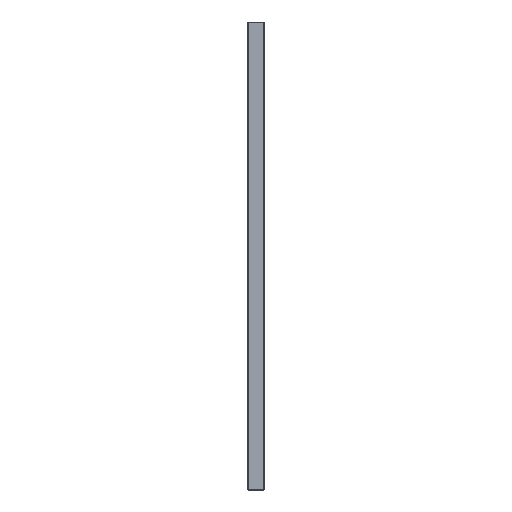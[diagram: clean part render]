
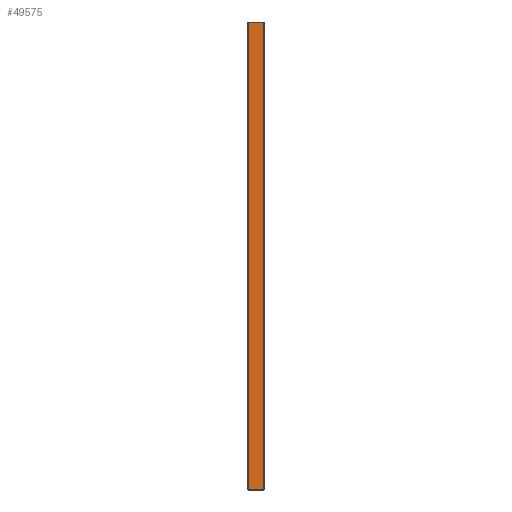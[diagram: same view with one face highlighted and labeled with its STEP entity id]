
A CAD part, front view. The second image highlights one B-rep face of the part: STEP entity #49575.
In plain terms, the highlighted planar face has unit normal (0, -1, 0).
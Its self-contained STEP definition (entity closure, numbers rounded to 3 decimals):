
#37756 = PLANE('',#37757);
#37757 = AXIS2_PLACEMENT_3D('',#37758,#37759,#37760);
#37758 = CARTESIAN_POINT('',(5.5,-10.95,0.05));
#37759 = DIRECTION('',(0.,0.707,0.707));
#37760 = DIRECTION('',(1.,0.,0.));
#38115 = PLANE('',#38116);
#38116 = AXIS2_PLACEMENT_3D('',#38117,#38118,#38119);
#38117 = CARTESIAN_POINT('',(5.5,-10.95,319.95));
#38118 = DIRECTION('',(0.,-0.707,
    0.707));
#38119 = DIRECTION('',(1.,0.,0.));
#38453 = PLANE('',#38454);
#38454 = AXIS2_PLACEMENT_3D('',#38455,#38456,#38457);
#38455 = CARTESIAN_POINT('',(-5.4,-10.9,0.));
#38456 = DIRECTION('',(-0.707,-0.707,
    0.));
#38457 = DIRECTION('',(0.,0.,1.));
#42723 = VERTEX_POINT('',#42724);
#42724 = CARTESIAN_POINT('',(5.4,-11.,0.1));
#42745 = EDGE_CURVE('',#42723,#42746,#42748,.T.);
#42746 = VERTEX_POINT('',#42747);
#42747 = CARTESIAN_POINT('',(-5.3,-11.,0.1));
#42748 = SURFACE_CURVE('',#42749,(#42753,#42760),.PCURVE_S1.);
#42749 = LINE('',#42750,#42751);
#42750 = CARTESIAN_POINT('',(5.5,-11.,0.1));
#42751 = VECTOR('',#42752,1.);
#42752 = DIRECTION('',(-1.,0.,0.));
#42753 = PCURVE('',#37756,#42754);
#42754 = DEFINITIONAL_REPRESENTATION('',(#42755),#42759);
#42755 = LINE('',#42756,#42757);
#42756 = CARTESIAN_POINT('',(0.,-0.071));
#42757 = VECTOR('',#42758,1.);
#42758 = DIRECTION('',(-1.,0.));
#42759 = ( GEOMETRIC_REPRESENTATION_CONTEXT(2) 
PARAMETRIC_REPRESENTATION_CONTEXT() REPRESENTATION_CONTEXT('2D SPACE',''
  ) );
#42760 = PCURVE('',#42761,#42766);
#42761 = PLANE('',#42762);
#42762 = AXIS2_PLACEMENT_3D('',#42763,#42764,#42765);
#42763 = CARTESIAN_POINT('',(5.5,-11.,0.));
#42764 = DIRECTION('',(0.,-1.,0.));
#42765 = DIRECTION('',(-1.,0.,0.));
#42766 = DEFINITIONAL_REPRESENTATION('',(#42767),#42771);
#42767 = LINE('',#42768,#42769);
#42768 = CARTESIAN_POINT('',(0.,-0.1));
#42769 = VECTOR('',#42770,1.);
#42770 = DIRECTION('',(1.,0.));
#42771 = ( GEOMETRIC_REPRESENTATION_CONTEXT(2) 
PARAMETRIC_REPRESENTATION_CONTEXT() REPRESENTATION_CONTEXT('2D SPACE',''
  ) );
#43061 = VERTEX_POINT('',#43062);
#43062 = CARTESIAN_POINT('',(5.4,-11.,319.9));
#43083 = EDGE_CURVE('',#43061,#43084,#43086,.T.);
#43084 = VERTEX_POINT('',#43085);
#43085 = CARTESIAN_POINT('',(-5.3,-11.,319.9));
#43086 = SURFACE_CURVE('',#43087,(#43091,#43098),.PCURVE_S1.);
#43087 = LINE('',#43088,#43089);
#43088 = CARTESIAN_POINT('',(5.5,-11.,319.9));
#43089 = VECTOR('',#43090,1.);
#43090 = DIRECTION('',(-1.,0.,0.));
#43091 = PCURVE('',#38115,#43092);
#43092 = DEFINITIONAL_REPRESENTATION('',(#43093),#43097);
#43093 = LINE('',#43094,#43095);
#43094 = CARTESIAN_POINT('',(0.,-0.071));
#43095 = VECTOR('',#43096,1.);
#43096 = DIRECTION('',(-1.,0.));
#43097 = ( GEOMETRIC_REPRESENTATION_CONTEXT(2) 
PARAMETRIC_REPRESENTATION_CONTEXT() REPRESENTATION_CONTEXT('2D SPACE',''
  ) );
#43098 = PCURVE('',#42761,#43099);
#43099 = DEFINITIONAL_REPRESENTATION('',(#43100),#43104);
#43100 = LINE('',#43101,#43102);
#43101 = CARTESIAN_POINT('',(0.,-319.9));
#43102 = VECTOR('',#43103,1.);
#43103 = DIRECTION('',(1.,0.));
#43104 = ( GEOMETRIC_REPRESENTATION_CONTEXT(2) 
PARAMETRIC_REPRESENTATION_CONTEXT() REPRESENTATION_CONTEXT('2D SPACE',''
  ) );
#43185 = EDGE_CURVE('',#42746,#43084,#43186,.T.);
#43186 = SURFACE_CURVE('',#43187,(#43191,#43198),.PCURVE_S1.);
#43187 = LINE('',#43188,#43189);
#43188 = CARTESIAN_POINT('',(-5.3,-11.,0.));
#43189 = VECTOR('',#43190,1.);
#43190 = DIRECTION('',(0.,0.,1.));
#43191 = PCURVE('',#38453,#43192);
#43192 = DEFINITIONAL_REPRESENTATION('',(#43193),#43197);
#43193 = LINE('',#43194,#43195);
#43194 = CARTESIAN_POINT('',(0.,-0.141));
#43195 = VECTOR('',#43196,1.);
#43196 = DIRECTION('',(1.,0.));
#43197 = ( GEOMETRIC_REPRESENTATION_CONTEXT(2) 
PARAMETRIC_REPRESENTATION_CONTEXT() REPRESENTATION_CONTEXT('2D SPACE',''
  ) );
#43198 = PCURVE('',#42761,#43199);
#43199 = DEFINITIONAL_REPRESENTATION('',(#43200),#43204);
#43200 = LINE('',#43201,#43202);
#43201 = CARTESIAN_POINT('',(10.8,0.));
#43202 = VECTOR('',#43203,1.);
#43203 = DIRECTION('',(0.,-1.));
#43204 = ( GEOMETRIC_REPRESENTATION_CONTEXT(2) 
PARAMETRIC_REPRESENTATION_CONTEXT() REPRESENTATION_CONTEXT('2D SPACE',''
  ) );
#49289 = PLANE('',#49290);
#49290 = AXIS2_PLACEMENT_3D('',#49291,#49292,#49293);
#49291 = CARTESIAN_POINT('',(5.45,-10.95,0.));
#49292 = DIRECTION('',(0.707,-0.707,0.));
#49293 = DIRECTION('',(0.,0.,1.));
#49575 = ADVANCED_FACE('',(#49576),#42761,.T.);
#49576 = FACE_BOUND('',#49577,.T.);
#49577 = EDGE_LOOP('',(#49578,#49599,#49600,#49601));
#49578 = ORIENTED_EDGE('',*,*,#49579,.T.);
#49579 = EDGE_CURVE('',#42723,#43061,#49580,.T.);
#49580 = SURFACE_CURVE('',#49581,(#49585,#49592),.PCURVE_S1.);
#49581 = LINE('',#49582,#49583);
#49582 = CARTESIAN_POINT('',(5.4,-11.,0.));
#49583 = VECTOR('',#49584,1.);
#49584 = DIRECTION('',(0.,0.,1.));
#49585 = PCURVE('',#42761,#49586);
#49586 = DEFINITIONAL_REPRESENTATION('',(#49587),#49591);
#49587 = LINE('',#49588,#49589);
#49588 = CARTESIAN_POINT('',(0.1,0.));
#49589 = VECTOR('',#49590,1.);
#49590 = DIRECTION('',(0.,-1.));
#49591 = ( GEOMETRIC_REPRESENTATION_CONTEXT(2) 
PARAMETRIC_REPRESENTATION_CONTEXT() REPRESENTATION_CONTEXT('2D SPACE',''
  ) );
#49592 = PCURVE('',#49289,#49593);
#49593 = DEFINITIONAL_REPRESENTATION('',(#49594),#49598);
#49594 = LINE('',#49595,#49596);
#49595 = CARTESIAN_POINT('',(0.,0.071));
#49596 = VECTOR('',#49597,1.);
#49597 = DIRECTION('',(1.,0.));
#49598 = ( GEOMETRIC_REPRESENTATION_CONTEXT(2) 
PARAMETRIC_REPRESENTATION_CONTEXT() REPRESENTATION_CONTEXT('2D SPACE',''
  ) );
#49599 = ORIENTED_EDGE('',*,*,#43083,.T.);
#49600 = ORIENTED_EDGE('',*,*,#43185,.F.);
#49601 = ORIENTED_EDGE('',*,*,#42745,.F.);
